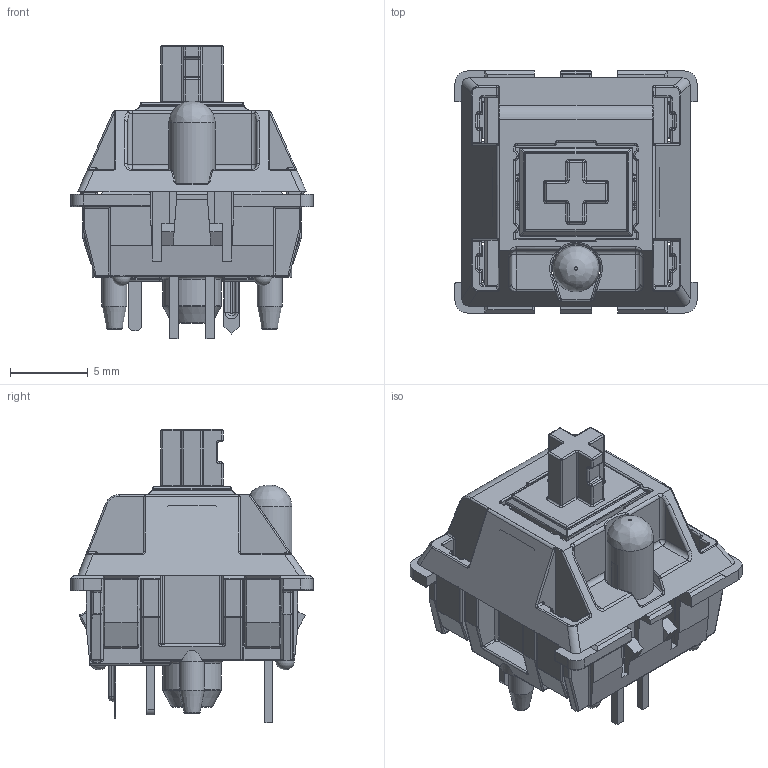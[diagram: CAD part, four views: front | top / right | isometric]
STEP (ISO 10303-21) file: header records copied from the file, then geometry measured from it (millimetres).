
FILE_DESCRIPTION(/* description */ (''),/* implementation_level */ '2;1');
FILE_NAME(/* name */ 'MX v2.step',/* time_stamp */ '2023-11-12T22:02:52+01:00',/* author */ (''),/* organization */ (''),/* preprocessor_version */ 'ST-DEVELOPER v20',/* originating_system */ 'Autodesk Translation Framework v12.14.0.127',/* authorisation */ '');
FILE_SCHEMA (('AUTOMOTIVE_DESIGN { 1 0 10303 214 3 1 1 }'));
Length unit declared in the file: millimetre
Products named in the file (6): MX v2; MX Öá °´¼ü¡ä_¨¹
___¡§1; MX Öá ÖáÌå¨¢¨¬
_¡§¡é¡§__; MXÖá ÎÞÃ±LEDLEDLED; MXÖá ÖáÌå µ×²¿ ¦Ì¡
Á2__Ä¬ÈÏ_¨¢2____¨¨_; Õë½Å___Ä¬ÈÏ__¨¨
_
Assembly tree (5 placements, depth 2):
  MX v2
    MX Öá °´¼ü¡ä_¨¹
___¡§1
    MX Öá ÖáÌå¨¢¨¬
_¡§¡é¡§__
    MXÖá ÎÞÃ±LEDLEDLED
    MXÖá ÖáÌå µ×²¿ ¦Ì¡
Á2__Ä¬ÈÏ_¨¢2____¨¨_
    Õë½Å___Ä¬ÈÏ__¨¨
_
Bounding box: 15.6 x 15.6 x 18.9 mm (x, y, z)
Volume: 1125.8 mm3; surface area: 2737.9 mm2
Topology: 10 solids, 10 shells, 1527 faces, 3685 edges, 2075 vertices
Faces by surface type: cylinder 665, plane 455, torus 190, sphere 112, bspline 100, cone 5
Full cylindrical faces by diameter (mm): 0.8 x2, 1.6 x4, 2 x1, 2.6 x1, 3 x1, 3.8 x1, 4.8 x1
Entity records: 46022 total; most frequent: CARTESIAN_POINT 10748, DIRECTION 7801, ORIENTED_EDGE 7152, EDGE_CURVE 3576, AXIS2_PLACEMENT_3D 2956, VERTEX_POINT 2075, LINE 1889, VECTOR 1889
